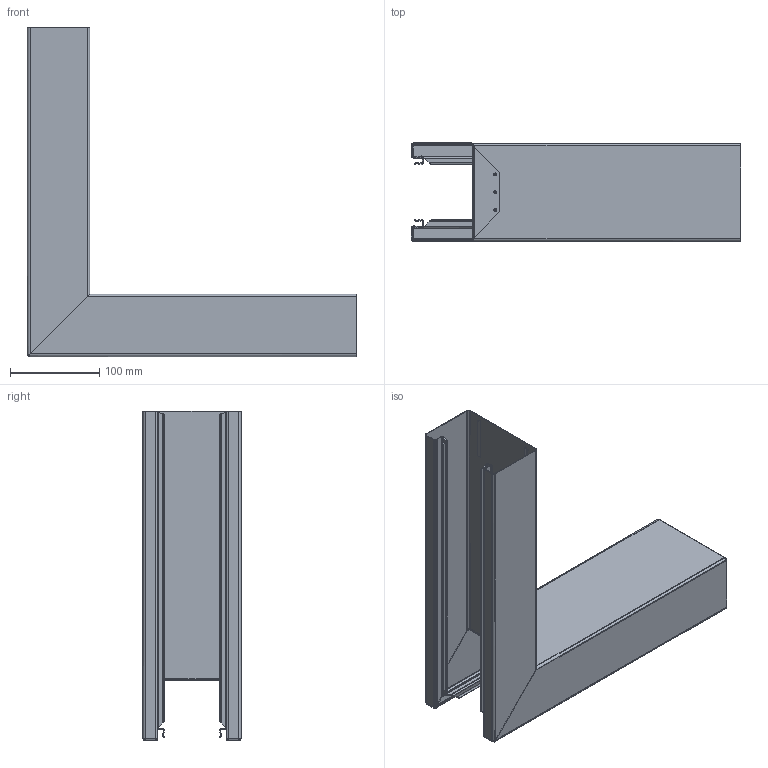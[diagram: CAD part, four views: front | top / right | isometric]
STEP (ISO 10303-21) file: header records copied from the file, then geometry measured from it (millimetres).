
FILE_DESCRIPTION (( 'STEP AP214' ), '1' );
FILE_NAME ('6277010.stp', '2016-05-24T11:56:13', ( '' ), ( '' ), 'SwSTEP 2.0', 'SolidWorks 2014', '' );
FILE_SCHEMA (( 'AUTOMOTIVE_DESIGN' ));
Length unit declared in the file: millimetre
Products named in the file (1): 6277010
Bounding box: 369.52 x 110 x 369.52 mm (x, y, z)
Volume: 219632.5 mm3; surface area: 442425 mm2
Topology: 1 solids, 1 shells, 379 faces, 897 edges, 514 vertices
Faces by surface type: plane 245, cylinder 84, bspline 38, cone 12
Entity records: 11451 total; most frequent: CARTESIAN_POINT 3143, ORIENTED_EDGE 1794, DIRECTION 1561, EDGE_CURVE 897, VECTOR 581, LINE 581, VERTEX_POINT 514, AXIS2_PLACEMENT_3D 490
